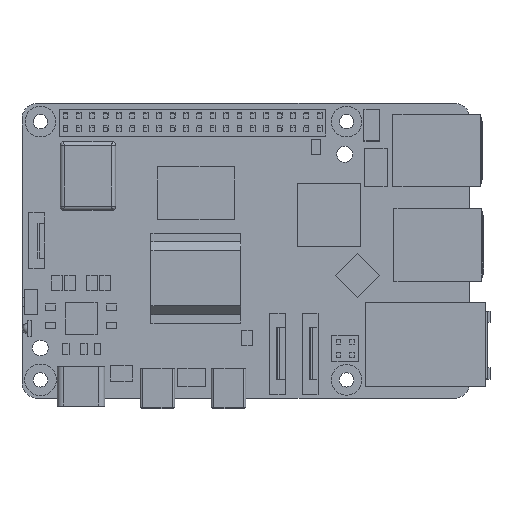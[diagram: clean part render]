
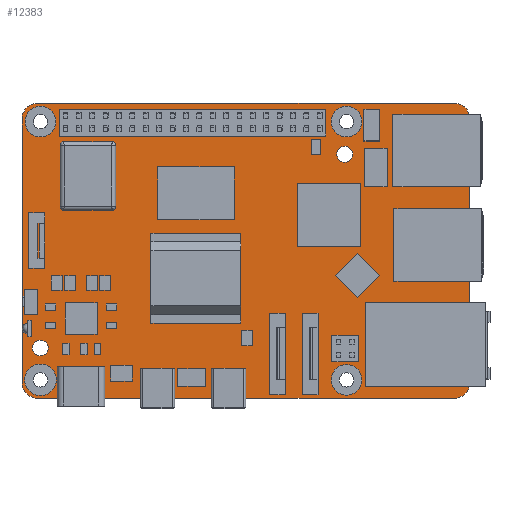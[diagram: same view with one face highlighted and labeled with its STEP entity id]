
A CAD part, top view. The second image highlights one B-rep face of the part: STEP entity #12383.
In plain terms, the highlighted planar face has unit normal (0, 0, 1).
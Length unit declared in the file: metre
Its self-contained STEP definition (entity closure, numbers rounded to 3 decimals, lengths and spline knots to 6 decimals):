
#74=FACE_BOUND('',#1954,.T.);
#75=FACE_BOUND('',#1955,.T.);
#76=FACE_BOUND('',#1956,.T.);
#77=FACE_BOUND('',#1957,.T.);
#78=FACE_BOUND('',#1958,.T.);
#79=FACE_BOUND('',#1959,.T.);
#80=FACE_BOUND('',#1960,.T.);
#81=FACE_BOUND('',#1961,.T.);
#82=FACE_BOUND('',#1962,.T.);
#176=CIRCLE('',#14108,0.003);
#177=CIRCLE('',#14109,0.003);
#178=CIRCLE('',#14110,0.003);
#179=CIRCLE('',#14111,0.003);
#180=CIRCLE('',#14112,0.001364);
#181=CIRCLE('',#14113,0.002911);
#182=CIRCLE('',#14114,0.002911);
#183=CIRCLE('',#14115,0.002911);
#184=CIRCLE('',#14116,0.0015);
#185=CIRCLE('',#14117,0.0015);
#1174=FACE_OUTER_BOUND('',#1953,.T.);
#1953=EDGE_LOOP('',(#10066,#10067,#10068,#10069,#10070,#10071,#10072,#10073));
#1954=EDGE_LOOP('',(#10074));
#1955=EDGE_LOOP('',(#10075));
#1956=EDGE_LOOP('',(#10076));
#1957=EDGE_LOOP('',(#10077));
#1958=EDGE_LOOP('',(#10078));
#1959=EDGE_LOOP('',(#10079));
#1960=EDGE_LOOP('',(#10080,#10081,#10082,#10083));
#1961=EDGE_LOOP('',(#10084,#10085,#10086,#10087));
#1962=EDGE_LOOP('',(#10088,#10089,#10090,#10091));
#3194=LINE('',#20119,#4677);
#3195=LINE('',#20121,#4678);
#3196=LINE('',#20123,#4679);
#3197=LINE('',#20124,#4680);
#3198=LINE('',#20128,#4681);
#3199=LINE('',#20130,#4682);
#3200=LINE('',#20132,#4683);
#3201=LINE('',#20133,#4684);
#3202=LINE('',#20137,#4685);
#3203=LINE('',#20141,#4686);
#3204=LINE('',#20145,#4687);
#3205=LINE('',#20149,#4688);
#3206=LINE('',#20165,#4689);
#3207=LINE('',#20167,#4690);
#3208=LINE('',#20169,#4691);
#3209=LINE('',#20170,#4692);
#4677=VECTOR('',#16517,1.);
#4678=VECTOR('',#16518,1.);
#4679=VECTOR('',#16519,1.);
#4680=VECTOR('',#16520,1.);
#4681=VECTOR('',#16523,1.);
#4682=VECTOR('',#16524,1.);
#4683=VECTOR('',#16525,1.);
#4684=VECTOR('',#16526,1.);
#4685=VECTOR('',#16529,1.);
#4686=VECTOR('',#16532,1.);
#4687=VECTOR('',#16535,1.);
#4688=VECTOR('',#16538,1.);
#4689=VECTOR('',#16553,1.);
#4690=VECTOR('',#16554,1.);
#4691=VECTOR('',#16555,1.);
#4692=VECTOR('',#16556,1.);
#5961=VERTEX_POINT('',#20117);
#5962=VERTEX_POINT('',#20118);
#5963=VERTEX_POINT('',#20120);
#5964=VERTEX_POINT('',#20122);
#5965=VERTEX_POINT('',#20126);
#5966=VERTEX_POINT('',#20127);
#5967=VERTEX_POINT('',#20129);
#5968=VERTEX_POINT('',#20131);
#5969=VERTEX_POINT('',#20135);
#5970=VERTEX_POINT('',#20136);
#5971=VERTEX_POINT('',#20138);
#5972=VERTEX_POINT('',#20140);
#5973=VERTEX_POINT('',#20142);
#5974=VERTEX_POINT('',#20144);
#5975=VERTEX_POINT('',#20146);
#5976=VERTEX_POINT('',#20148);
#5977=VERTEX_POINT('',#20151);
#5978=VERTEX_POINT('',#20153);
#5979=VERTEX_POINT('',#20155);
#5980=VERTEX_POINT('',#20157);
#5981=VERTEX_POINT('',#20159);
#5982=VERTEX_POINT('',#20161);
#5983=VERTEX_POINT('',#20163);
#5984=VERTEX_POINT('',#20164);
#5985=VERTEX_POINT('',#20166);
#5986=VERTEX_POINT('',#20168);
#7395=EDGE_CURVE('',#5961,#5962,#3194,.T.);
#7396=EDGE_CURVE('',#5963,#5961,#3195,.T.);
#7397=EDGE_CURVE('',#5964,#5963,#3196,.T.);
#7398=EDGE_CURVE('',#5962,#5964,#3197,.T.);
#7399=EDGE_CURVE('',#5965,#5966,#3198,.T.);
#7400=EDGE_CURVE('',#5967,#5965,#3199,.T.);
#7401=EDGE_CURVE('',#5968,#5967,#3200,.T.);
#7402=EDGE_CURVE('',#5966,#5968,#3201,.T.);
#7403=EDGE_CURVE('',#5969,#5970,#3202,.F.);
#7404=EDGE_CURVE('',#5970,#5971,#176,.T.);
#7405=EDGE_CURVE('',#5971,#5972,#3203,.F.);
#7406=EDGE_CURVE('',#5972,#5973,#177,.T.);
#7407=EDGE_CURVE('',#5973,#5974,#3204,.F.);
#7408=EDGE_CURVE('',#5974,#5975,#178,.T.);
#7409=EDGE_CURVE('',#5975,#5976,#3205,.F.);
#7410=EDGE_CURVE('',#5976,#5969,#179,.T.);
#7411=EDGE_CURVE('',#5977,#5977,#180,.T.);
#7412=EDGE_CURVE('',#5978,#5978,#181,.T.);
#7413=EDGE_CURVE('',#5979,#5979,#182,.T.);
#7414=EDGE_CURVE('',#5980,#5980,#183,.T.);
#7415=EDGE_CURVE('',#5981,#5981,#184,.T.);
#7416=EDGE_CURVE('',#5982,#5982,#185,.T.);
#7417=EDGE_CURVE('',#5983,#5984,#3206,.T.);
#7418=EDGE_CURVE('',#5984,#5985,#3207,.T.);
#7419=EDGE_CURVE('',#5985,#5986,#3208,.T.);
#7420=EDGE_CURVE('',#5986,#5983,#3209,.T.);
#10066=ORIENTED_EDGE('',*,*,#7403,.T.);
#10067=ORIENTED_EDGE('',*,*,#7404,.T.);
#10068=ORIENTED_EDGE('',*,*,#7405,.T.);
#10069=ORIENTED_EDGE('',*,*,#7406,.T.);
#10070=ORIENTED_EDGE('',*,*,#7407,.T.);
#10071=ORIENTED_EDGE('',*,*,#7408,.T.);
#10072=ORIENTED_EDGE('',*,*,#7409,.T.);
#10073=ORIENTED_EDGE('',*,*,#7410,.T.);
#10074=ORIENTED_EDGE('',*,*,#7411,.F.);
#10075=ORIENTED_EDGE('',*,*,#7412,.F.);
#10076=ORIENTED_EDGE('',*,*,#7413,.F.);
#10077=ORIENTED_EDGE('',*,*,#7414,.F.);
#10078=ORIENTED_EDGE('',*,*,#7415,.F.);
#10079=ORIENTED_EDGE('',*,*,#7416,.F.);
#10080=ORIENTED_EDGE('',*,*,#7417,.T.);
#10081=ORIENTED_EDGE('',*,*,#7418,.T.);
#10082=ORIENTED_EDGE('',*,*,#7419,.T.);
#10083=ORIENTED_EDGE('',*,*,#7420,.T.);
#10084=ORIENTED_EDGE('',*,*,#7400,.T.);
#10085=ORIENTED_EDGE('',*,*,#7399,.T.);
#10086=ORIENTED_EDGE('',*,*,#7402,.T.);
#10087=ORIENTED_EDGE('',*,*,#7401,.T.);
#10088=ORIENTED_EDGE('',*,*,#7396,.T.);
#10089=ORIENTED_EDGE('',*,*,#7395,.T.);
#10090=ORIENTED_EDGE('',*,*,#7398,.T.);
#10091=ORIENTED_EDGE('',*,*,#7397,.T.);
#11688=PLANE('',#14107);
#12383=ADVANCED_FACE('',(#1174,#74,#75,#76,#77,#78,#79,#80,#81,#82),#11688,
 .T.);
#14107=AXIS2_PLACEMENT_3D('',#20134,#16527,#16528);
#14108=AXIS2_PLACEMENT_3D('',#20139,#16530,#16531);
#14109=AXIS2_PLACEMENT_3D('',#20143,#16533,#16534);
#14110=AXIS2_PLACEMENT_3D('',#20147,#16536,#16537);
#14111=AXIS2_PLACEMENT_3D('',#20150,#16539,#16540);
#14112=AXIS2_PLACEMENT_3D('',#20152,#16541,#16542);
#14113=AXIS2_PLACEMENT_3D('',#20154,#16543,#16544);
#14114=AXIS2_PLACEMENT_3D('',#20156,#16545,#16546);
#14115=AXIS2_PLACEMENT_3D('',#20158,#16547,#16548);
#14116=AXIS2_PLACEMENT_3D('',#20160,#16549,#16550);
#14117=AXIS2_PLACEMENT_3D('',#20162,#16551,#16552);
#16517=DIRECTION('',(0.,-1.,0.));
#16518=DIRECTION('',(1.,0.,0.));
#16519=DIRECTION('',(0.,1.,0.));
#16520=DIRECTION('',(-1.,0.,0.));
#16523=DIRECTION('',(0.,-1.,0.));
#16524=DIRECTION('',(1.,0.,0.));
#16525=DIRECTION('',(0.,1.,0.));
#16526=DIRECTION('',(-1.,0.,0.));
#16527=DIRECTION('center_axis',(0.,0.,1.));
#16528=DIRECTION('ref_axis',(1.,0.,0.));
#16529=DIRECTION('',(0.,1.,0.));
#16530=DIRECTION('center_axis',(0.,0.,1.));
#16531=DIRECTION('ref_axis',(1.,0.,0.));
#16532=DIRECTION('',(-1.,0.,0.));
#16533=DIRECTION('center_axis',(0.,0.,1.));
#16534=DIRECTION('ref_axis',(1.,0.,0.));
#16535=DIRECTION('',(0.,-1.,0.));
#16536=DIRECTION('center_axis',(0.,0.,1.));
#16537=DIRECTION('ref_axis',(1.,0.,0.));
#16538=DIRECTION('',(1.,0.,0.));
#16539=DIRECTION('center_axis',(0.,0.,1.));
#16540=DIRECTION('ref_axis',(1.,0.,0.));
#16541=DIRECTION('center_axis',(0.,0.,1.));
#16542=DIRECTION('ref_axis',(1.,0.,0.));
#16543=DIRECTION('center_axis',(0.,0.,1.));
#16544=DIRECTION('ref_axis',(1.,0.,0.));
#16545=DIRECTION('center_axis',(0.,0.,1.));
#16546=DIRECTION('ref_axis',(1.,0.,0.));
#16547=DIRECTION('center_axis',(0.,0.,1.));
#16548=DIRECTION('ref_axis',(1.,0.,0.));
#16549=DIRECTION('center_axis',(0.,0.,1.));
#16550=DIRECTION('ref_axis',(1.,0.,0.));
#16551=DIRECTION('center_axis',(0.,0.,1.));
#16552=DIRECTION('ref_axis',(1.,0.,0.));
#16553=DIRECTION('',(1.,0.,0.));
#16554=DIRECTION('',(0.,-1.,0.));
#16555=DIRECTION('',(-1.,0.,0.));
#16556=DIRECTION('',(0.,1.,0.));
#20117=CARTESIAN_POINT('',(0.097276,0.055432,-0.01015));
#20118=CARTESIAN_POINT('',(0.097276,0.048182,-0.01015));
#20119=CARTESIAN_POINT('',(0.097276,0.055432,-0.01015));
#20120=CARTESIAN_POINT('',(0.093026,0.055432,-0.01015));
#20121=CARTESIAN_POINT('',(0.093026,0.055432,-0.01015));
#20122=CARTESIAN_POINT('',(0.093026,0.048182,-0.01015));
#20123=CARTESIAN_POINT('',(0.093026,0.048182,-0.01015));
#20124=CARTESIAN_POINT('',(0.097276,0.048182,-0.01015));
#20126=CARTESIAN_POINT('',(0.095886,0.062823,-0.01015));
#20127=CARTESIAN_POINT('',(0.095886,0.056823,-0.01015));
#20128=CARTESIAN_POINT('',(0.095886,0.062823,-0.01015));
#20129=CARTESIAN_POINT('',(0.092886,0.062823,-0.01015));
#20130=CARTESIAN_POINT('',(0.092886,0.062823,-0.01015));
#20131=CARTESIAN_POINT('',(0.092886,0.056823,-0.01015));
#20132=CARTESIAN_POINT('',(0.092886,0.056823,-0.01015));
#20133=CARTESIAN_POINT('',(0.095886,0.056823,-0.01015));
#20134=CARTESIAN_POINT('Origin',(0.,0.,-0.01015));
#20135=CARTESIAN_POINT('',(0.028,0.061,-0.01015));
#20136=CARTESIAN_POINT('',(0.028,0.011,-0.01015));
#20137=CARTESIAN_POINT('',(0.028,0.008,-0.01015));
#20138=CARTESIAN_POINT('',(0.031,0.008,-0.01015));
#20139=CARTESIAN_POINT('Origin',(0.031,0.011,-0.01015));
#20140=CARTESIAN_POINT('',(0.11,0.008,-0.01015));
#20141=CARTESIAN_POINT('',(0.113,0.008,-0.01015));
#20142=CARTESIAN_POINT('',(0.113,0.011,-0.01015));
#20143=CARTESIAN_POINT('Origin',(0.11,0.011,-0.01015));
#20144=CARTESIAN_POINT('',(0.113,0.061,-0.01015));
#20145=CARTESIAN_POINT('',(0.113,0.064,-0.01015));
#20146=CARTESIAN_POINT('',(0.11,0.064,-0.01015));
#20147=CARTESIAN_POINT('Origin',(0.11,0.061,-0.01015));
#20148=CARTESIAN_POINT('',(0.031,0.064,-0.01015));
#20149=CARTESIAN_POINT('',(0.028,0.064,-0.01015));
#20150=CARTESIAN_POINT('Origin',(0.031,0.061,-0.01015));
#20151=CARTESIAN_POINT('',(0.032864,0.0115,-0.01015));
#20152=CARTESIAN_POINT('Origin',(0.0315,0.0115,-0.01015));
#20153=CARTESIAN_POINT('',(0.034411,0.0605,-0.01015));
#20154=CARTESIAN_POINT('Origin',(0.0315,0.0605,-0.01015));
#20155=CARTESIAN_POINT('',(0.092497,0.0605,-0.01015));
#20156=CARTESIAN_POINT('Origin',(0.089586,0.0605,-0.01015));
#20157=CARTESIAN_POINT('',(0.092497,0.0115,-0.01015));
#20158=CARTESIAN_POINT('Origin',(0.089586,0.0115,-0.01015));
#20159=CARTESIAN_POINT('',(0.090737,0.054301,-0.01015));
#20160=CARTESIAN_POINT('Origin',(0.089237,0.054301,
-0.01015));
#20161=CARTESIAN_POINT('',(0.032967,0.017549,-0.01015));
#20162=CARTESIAN_POINT('Origin',(0.031467,0.017549,
-0.01015));
#20163=CARTESIAN_POINT('',(0.082957,0.057193,-0.01015));
#20164=CARTESIAN_POINT('',(0.084707,0.057193,-0.01015));
#20165=CARTESIAN_POINT('',(0.082957,0.057193,-0.01015));
#20166=CARTESIAN_POINT('',(0.084707,0.054193,-0.01015));
#20167=CARTESIAN_POINT('',(0.084707,0.057193,-0.01015));
#20168=CARTESIAN_POINT('',(0.082957,0.054193,-0.01015));
#20169=CARTESIAN_POINT('',(0.084707,0.054193,-0.01015));
#20170=CARTESIAN_POINT('',(0.082957,0.054193,-0.01015));
